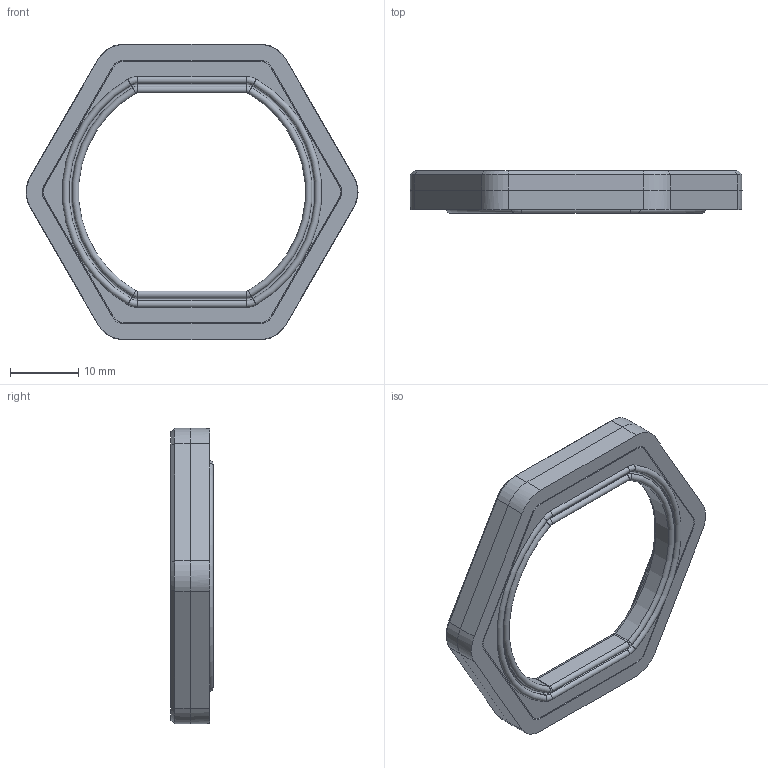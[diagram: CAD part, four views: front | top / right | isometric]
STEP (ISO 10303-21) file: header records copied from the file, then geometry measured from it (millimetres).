
FILE_DESCRIPTION((''),'2;1');
FILE_NAME('PC10-2000A-B00X_NCF_ASM','2020-07-27T11:58:57',('jwisneski'),(''),'CREO PARAMETRIC BY PTC INC, 2017110','CREO PARAMETRIC BY PTC INC, 2017110','');
FILE_SCHEMA(('CONFIG_CONTROL_DESIGN'));
Length unit declared in the file: millimetre
Products named in the file (2): PC10-2001A-B00X_NCF; PC10-2000A-B00X_NCF_ASM
Assembly tree (1 placements, depth 2):
  PC10-2000A-B00X_NCF_ASM
    PC10-2001A-B00X_NCF
Bounding box: 48.78 x 6.17 x 43.45 mm (x, y, z)
Volume: 3176.5 mm3; surface area: 3926.4 mm2
Topology: 1 solids, 5 shells, 301 faces, 696 edges, 408 vertices
Faces by surface type: cylinder 100, plane 85, bspline 50, torus 36, cone 30
Entity records: 10114 total; most frequent: CARTESIAN_POINT 3655, ORIENTED_EDGE 1392, DIRECTION 1230, EDGE_CURVE 696, AXIS2_PLACEMENT_3D 456, VERTEX_POINT 408, VECTOR 318, LINE 318
